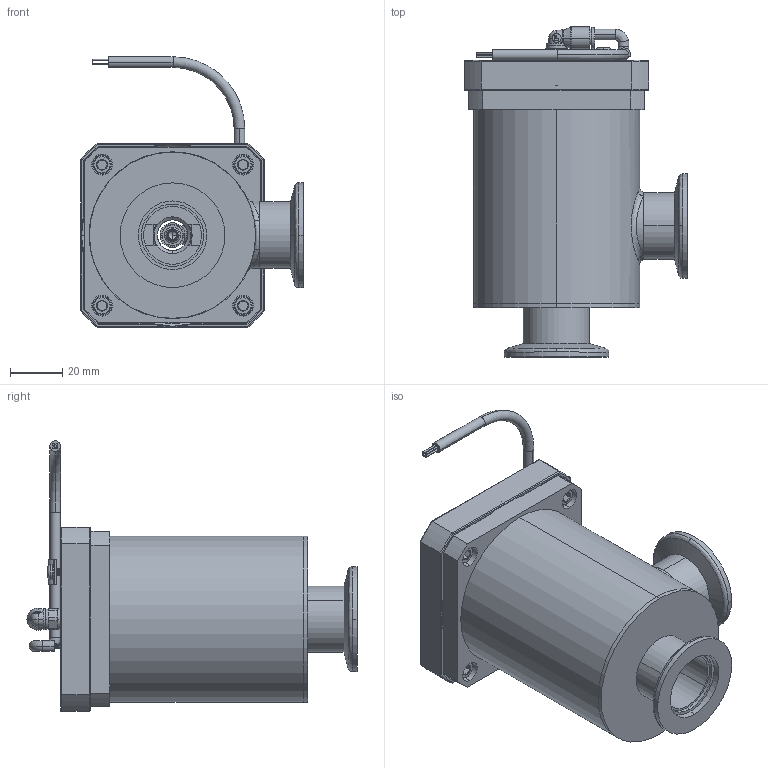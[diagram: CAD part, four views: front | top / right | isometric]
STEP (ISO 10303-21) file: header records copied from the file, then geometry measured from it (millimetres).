
FILE_DESCRIPTION (( 'STEP AP203' ), '1' );
FILE_NAME ('NAP-S03110.STEP', '2023-06-23T18:15:19', ( '' ), ( '' ), 'SwSTEP 2.0', 'SolidWorks 2020', '' );
FILE_SCHEMA (( 'CONFIG_CONTROL_DESIGN' ));
Length unit declared in the file: inch
Products named in the file (1): NAP-S03110
Bounding box: 85.19 x 126.1 x 103.32 mm (x, y, z)
Volume: 103026.2 mm3; surface area: 99102.1 mm2
Topology: 32 solids, 32 shells, 2233 faces, 6025 edges, 3922 vertices
Faces by surface type: plane 845, cylinder 662, cone 508, bspline 139, torus 76, sphere 3
Entity records: 87132 total; most frequent: CARTESIAN_POINT 33553, ORIENTED_EDGE 12046, DIRECTION 10433, EDGE_CURVE 6023, VERTEX_POINT 3922, AXIS2_PLACEMENT_3D 3861, VECTOR 2711, LINE 2711
